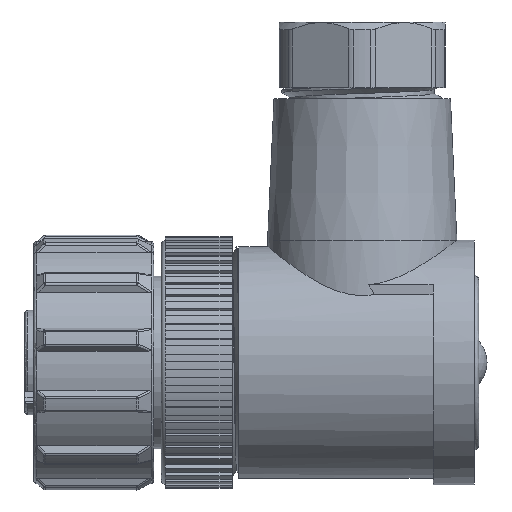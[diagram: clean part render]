
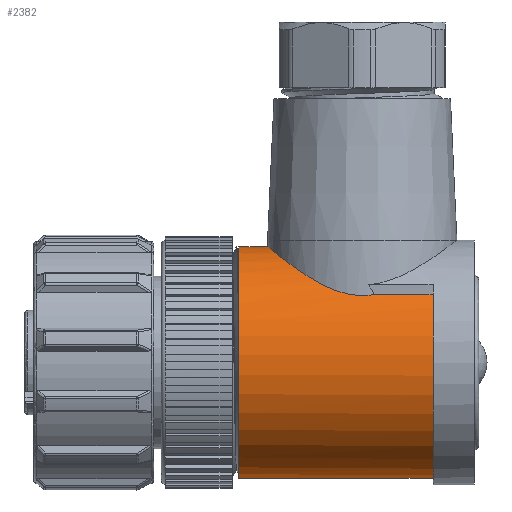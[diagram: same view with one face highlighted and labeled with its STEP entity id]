
A CAD part, front view. The second image highlights one B-rep face of the part: STEP entity #2382.
In plain terms, the highlighted cylindrical face has radius 9 mm (diameter 18 mm), a full revolution.
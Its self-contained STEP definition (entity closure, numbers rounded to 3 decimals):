
#345=LINE('',#14626,#973);
#346=LINE('',#14647,#974);
#973=VECTOR('',#11594,1.);
#974=VECTOR('',#11595,1.);
#1602=CYLINDRICAL_SURFACE('',#10408,9.);
#2377=ELLIPSE('',#10406,9.,9.);
#2382=ADVANCED_FACE('',(#3491,#3492),#1602,.T.);
#3272=B_SPLINE_CURVE_WITH_KNOTS('',3,(#14628,#14629,#14630,#14631,#14632,
#14633,#14634,#14635,#14636,#14637,#14638,#14639,#14640,#14641,#14642,#14643,
#14644,#14645),.UNSPECIFIED.,.F.,.F.,(4,2,2,2,2,2,2,2,4),(0.,0.125,0.25,
0.375,0.5,0.625,0.75,0.875,1.),.UNSPECIFIED.);
#3273=B_SPLINE_CURVE_WITH_KNOTS('',3,(#14648,#14649,#14650,#14651,#14652,
#14653,#14654,#14655,#14656,#14657,#14658,#14659,#14660,#14661),
 .UNSPECIFIED.,.F.,.F.,(4,2,2,2,2,2,4),(0.,0.125,0.25,0.375,0.5,0.75,1.),
 .UNSPECIFIED.);
#3274=B_SPLINE_CURVE_WITH_KNOTS('',3,(#14666,#14667,#14668,#14669,#14670,
#14671,#14672,#14673,#14674,#14675,#14676,#14677,#14678,#14679,#14680,#14681),
 .UNSPECIFIED.,.F.,.F.,(4,2,2,2,2,2,2,4),(0.,0.125,0.25,0.375,0.5,0.625,
0.75,1.),.UNSPECIFIED.);
#3491=FACE_BOUND('',#3611,.T.);
#3492=FACE_BOUND('',#3612,.T.);
#3611=EDGE_LOOP('',(#4310,#4311,#4312,#4313));
#3612=EDGE_LOOP('',(#4314,#4315,#4316,#4317));
#4310=ORIENTED_EDGE('',*,*,#8292,.F.);
#4311=ORIENTED_EDGE('',*,*,#8293,.T.);
#4312=ORIENTED_EDGE('',*,*,#8294,.F.);
#4313=ORIENTED_EDGE('',*,*,#8295,.T.);
#4314=ORIENTED_EDGE('',*,*,#8296,.F.);
#4315=ORIENTED_EDGE('',*,*,#8297,.T.);
#4316=ORIENTED_EDGE('',*,*,#8298,.F.);
#4317=ORIENTED_EDGE('',*,*,#8299,.T.);
#7344=VERTEX_POINT('',#14624);
#7345=VERTEX_POINT('',#14625);
#7346=VERTEX_POINT('',#14627);
#7347=VERTEX_POINT('',#14646);
#7348=VERTEX_POINT('',#14662);
#7349=VERTEX_POINT('',#14663);
#7350=VERTEX_POINT('',#14665);
#7351=VERTEX_POINT('',#14682);
#8292=EDGE_CURVE('',#7344,#7345,#9804,.T.);
#8293=EDGE_CURVE('',#7344,#7346,#345,.T.);
#8294=EDGE_CURVE('',#7347,#7346,#3272,.T.);
#8295=EDGE_CURVE('',#7347,#7345,#346,.T.);
#8296=EDGE_CURVE('',#7348,#7349,#3273,.T.);
#8297=EDGE_CURVE('',#7348,#7350,#2377,.T.);
#8298=EDGE_CURVE('',#7351,#7350,#3274,.T.);
#8299=EDGE_CURVE('',#7351,#7349,#9805,.T.);
#9804=CIRCLE('',#10405,9.);
#9805=CIRCLE('',#10407,9.);
#10405=AXIS2_PLACEMENT_3D('',#14623,#11592,#11593);
#10406=AXIS2_PLACEMENT_3D('',#14664,#11596,#11597);
#10407=AXIS2_PLACEMENT_3D('',#14683,#11598,#11599);
#10408=AXIS2_PLACEMENT_3D('',#14684,#11600,#11601);
#11592=DIRECTION('',(1.,0.,0.));
#11593=DIRECTION('',(0.,-1.,0.));
#11594=DIRECTION('',(-1.,0.,0.));
#11595=DIRECTION('',(1.,0.,0.));
#11596=DIRECTION('',(1.,0.,0.));
#11597=DIRECTION('',(0.,0.992,0.124));
#11598=DIRECTION('',(1.,0.,0.));
#11599=DIRECTION('',(0.,0.,-1.));
#11600=DIRECTION('',(1.,0.,0.));
#11601=DIRECTION('',(0.,-1.,0.));
#14623=CARTESIAN_POINT('',(36.7,0.,0.));
#14624=CARTESIAN_POINT('',(36.7,-7.291,5.277));
#14625=CARTESIAN_POINT('',(36.7,7.291,5.277));
#14626=CARTESIAN_POINT('',(34.415,-7.291,5.277));
#14627=CARTESIAN_POINT('',(32.13,-7.291,5.277));
#14628=CARTESIAN_POINT('',(32.13,7.291,5.277));
#14629=CARTESIAN_POINT('',(31.053,7.428,5.087));
#14630=CARTESIAN_POINT('',(29.904,7.308,5.278));
#14631=CARTESIAN_POINT('',(27.951,6.672,6.061));
#14632=CARTESIAN_POINT('',(27.1,6.179,6.595));
#14633=CARTESIAN_POINT('',(25.624,4.888,7.601));
#14634=CARTESIAN_POINT('',(25.011,4.101,8.075));
#14635=CARTESIAN_POINT('',(24.11,2.203,8.785));
#14636=CARTESIAN_POINT('',(23.852,1.11,8.998));
#14637=CARTESIAN_POINT('',(23.848,-1.081,9.002));
#14638=CARTESIAN_POINT('',(24.104,-2.183,8.789));
#14639=CARTESIAN_POINT('',(24.997,-4.079,8.086));
#14640=CARTESIAN_POINT('',(25.621,-4.884,7.604));
#14641=CARTESIAN_POINT('',(27.095,-6.175,6.598));
#14642=CARTESIAN_POINT('',(27.944,-6.669,6.064));
#14643=CARTESIAN_POINT('',(29.9,-7.307,5.279));
#14644=CARTESIAN_POINT('',(31.058,-7.428,5.088));
#14645=CARTESIAN_POINT('',(32.13,-7.291,5.277));
#14646=CARTESIAN_POINT('',(32.13,7.291,5.277));
#14647=CARTESIAN_POINT('',(34.415,7.291,5.277));
#14648=CARTESIAN_POINT('',(21.1,1.35,-8.898));
#14649=CARTESIAN_POINT('',(21.121,2.898,-8.663));
#14650=CARTESIAN_POINT('',(21.142,4.395,-8.009));
#14651=CARTESIAN_POINT('',(21.183,6.849,-6.047));
#14652=CARTESIAN_POINT('',(21.204,7.809,-4.742));
#14653=CARTESIAN_POINT('',(21.246,8.953,-1.819));
#14654=CARTESIAN_POINT('',(21.267,9.133,-0.194));
#14655=CARTESIAN_POINT('',(21.308,8.662,2.903));
#14656=CARTESIAN_POINT('',(21.329,8.014,4.388));
#14657=CARTESIAN_POINT('',(21.392,5.064,8.08));
#14658=CARTESIAN_POINT('',(21.433,1.779,9.374));
#14659=CARTESIAN_POINT('',(21.517,-4.483,8.422));
#14660=CARTESIAN_POINT('',(21.558,-7.224,6.235));
#14661=CARTESIAN_POINT('',(21.6,-8.381,3.281));
#14662=CARTESIAN_POINT('',(21.1,1.35,-8.898));
#14663=CARTESIAN_POINT('',(21.6,-8.381,3.281));
#14664=CARTESIAN_POINT('',(21.1,0.,0.));
#14665=CARTESIAN_POINT('',(21.1,2.563,-8.627));
#14666=CARTESIAN_POINT('',(21.6,-8.753,2.094));
#14667=CARTESIAN_POINT('',(21.579,-8.384,3.636));
#14668=CARTESIAN_POINT('',(21.558,-7.612,5.054));
#14669=CARTESIAN_POINT('',(21.516,-5.438,7.343));
#14670=CARTESIAN_POINT('',(21.496,-4.056,8.185));
#14671=CARTESIAN_POINT('',(21.454,-1.056,9.074));
#14672=CARTESIAN_POINT('',(21.433,0.576,9.118));
#14673=CARTESIAN_POINT('',(21.392,3.632,8.383));
#14674=CARTESIAN_POINT('',(21.371,5.055,7.61));
#14675=CARTESIAN_POINT('',(21.329,7.33,5.452));
#14676=CARTESIAN_POINT('',(21.308,8.185,4.058));
#14677=CARTESIAN_POINT('',(21.267,9.074,1.054));
#14678=CARTESIAN_POINT('',(21.246,9.119,-0.565));
#14679=CARTESIAN_POINT('',(21.183,8.02,-5.155));
#14680=CARTESIAN_POINT('',(21.142,5.594,-7.727));
#14681=CARTESIAN_POINT('',(21.1,2.563,-8.627));
#14682=CARTESIAN_POINT('',(21.6,-8.753,2.094));
#14683=CARTESIAN_POINT('',(21.6,0.,0.));
#14684=CARTESIAN_POINT('',(17.9,0.,0.));
